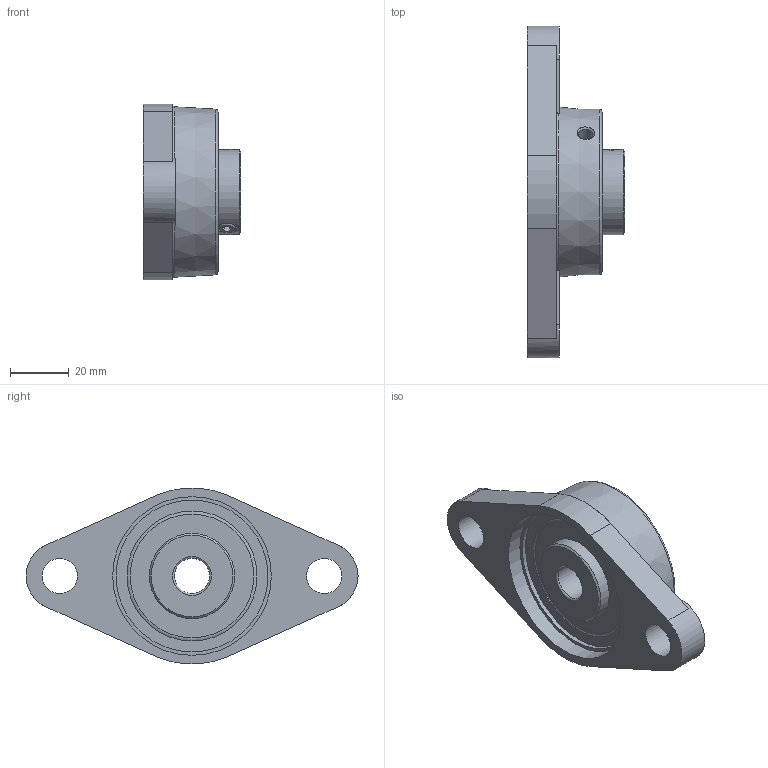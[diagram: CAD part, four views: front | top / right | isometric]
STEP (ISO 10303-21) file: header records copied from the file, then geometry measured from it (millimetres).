
FILE_DESCRIPTION (( 'STEP AP203' ), '1' );
FILE_NAME ('UCFL-201.STEP', '2019-03-08T12:13:57', ( '' ), ( '' ), 'SwSTEP 2.0', 'SolidWorks 2017', '' );
FILE_SCHEMA (( 'CONFIG_CONTROL_DESIGN' ));
Length unit declared in the file: millimetre
Products named in the file (1): UCFL-201
Bounding box: 33.3 x 113 x 59.78 mm (x, y, z)
Volume: 62788 mm3; surface area: 23559.7 mm2
Topology: 1 solids, 3 shells, 93 faces, 210 edges, 141 vertices
Faces by surface type: plane 43, cylinder 24, cone 10, torus 9, sphere 7
Full cylindrical faces by diameter (mm): 0.8 x4, 4.918 x1, 6 x3, 12 x3, 29 x4, 40.314 x2, 51.7 x1, 54 x2
Entity records: 2849 total; most frequent: CARTESIAN_POINT 926, DIRECTION 384, ORIENTED_EDGE 304, AXIS2_PLACEMENT_3D 160, EDGE_LOOP 158, EDGE_CURVE 152, VERTEX_POINT 120, FACE_OUTER_BOUND 120
